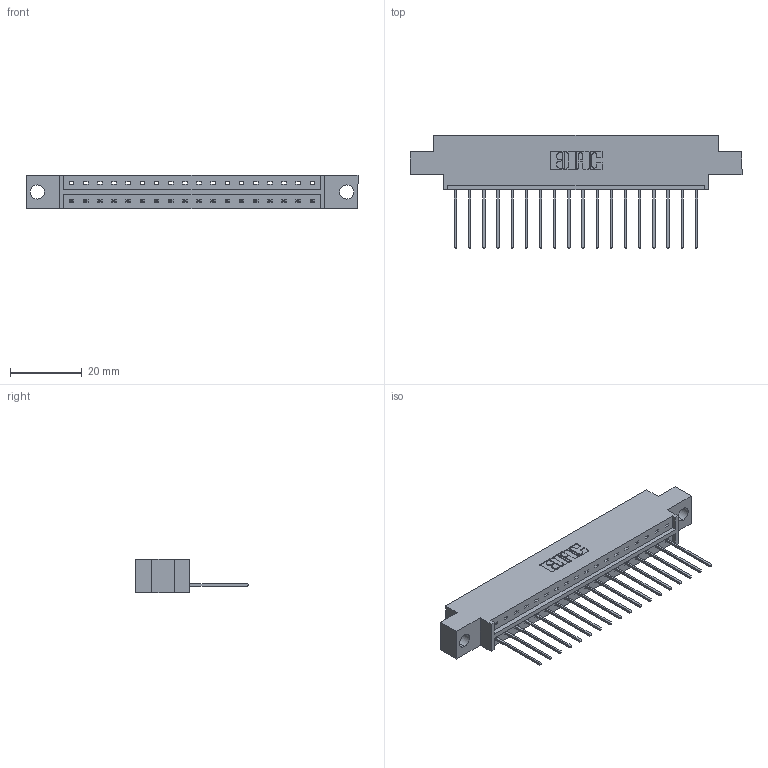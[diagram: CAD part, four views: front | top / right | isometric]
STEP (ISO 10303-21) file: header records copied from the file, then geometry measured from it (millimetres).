
FILE_DESCRIPTION (( 'STEP AP203' ), '1' );
FILE_NAME ('833-018-542-604.STEP', '2020-05-31T22:33:24', ( '' ), ( '' ), 'SwSTEP 2.0', 'SolidWorks 2020', '' );
FILE_SCHEMA (( 'CONFIG_CONTROL_DESIGN' ));
Length unit declared in the file: inch
Products named in the file (3): 833-018-542-604; 345-292-001_345-293-142; 833 Part_Offset - .156 Dia - TH
Assembly tree (19 placements, depth 2):
  833-018-542-604
    833 Part_Offset - .156 Dia - TH
    345-292-001_345-293-142  x18
Bounding box: 92.86 x 31.63 x 9.4 mm (x, y, z)
Volume: 8862.6 mm3; surface area: 9689.1 mm2
Topology: 19 solids, 19 shells, 1162 faces, 3491 edges, 2302 vertices
Faces by surface type: plane 830, cylinder 332
Entity records: 14261 total; most frequent: CARTESIAN_POINT 2472, ORIENTED_EDGE 2426, DIRECTION 2133, EDGE_CURVE 1213, VECTOR 1085, LINE 1085, VERTEX_POINT 806, AXIS2_PLACEMENT_3D 524
